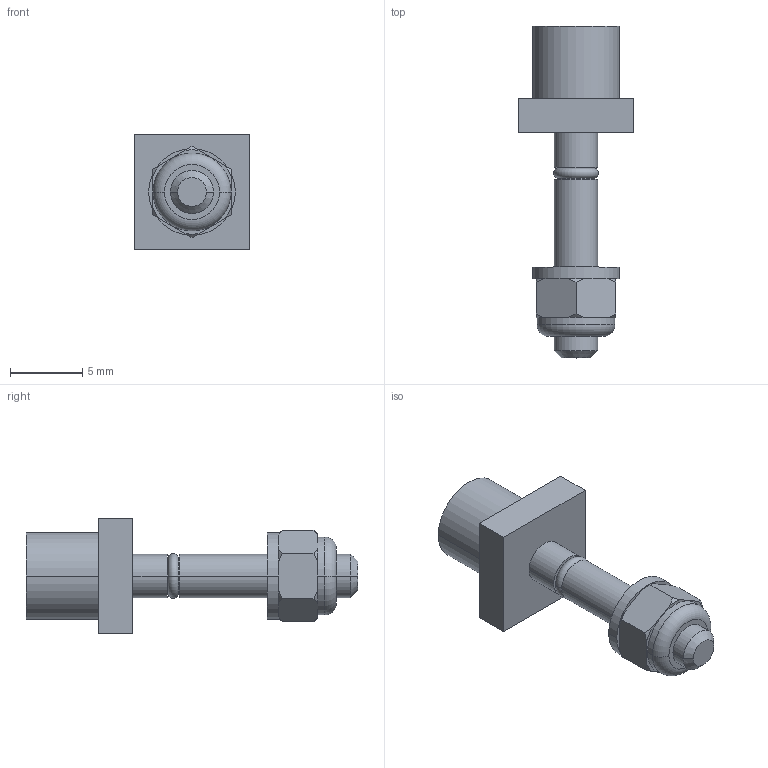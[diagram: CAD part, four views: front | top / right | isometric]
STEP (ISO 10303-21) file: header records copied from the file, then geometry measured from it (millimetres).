
FILE_DESCRIPTION((''),'2;1');
FILE_NAME('00152251060','2020-02-03T',('presta_be4'),(''),'CREO PARAMETRIC BY PTC INC, 2018360','CREO PARAMETRIC BY PTC INC, 2018360','');
FILE_SCHEMA(('CONFIG_CONTROL_DESIGN'));
Length unit declared in the file: millimetre
Products named in the file (1): 00152251060
Bounding box: 8 x 23 x 8 mm (x, y, z)
Volume: 457 mm3; surface area: 598.7 mm2
Topology: 1 solids, 1 shells, 65 faces, 148 edges, 93 vertices
Faces by surface type: plane 21, cone 20, cylinder 20, torus 4
Entity records: 1944 total; most frequent: CARTESIAN_POINT 438, DIRECTION 316, ORIENTED_EDGE 292, EDGE_CURVE 146, AXIS2_PLACEMENT_3D 129, VERTEX_POINT 93, EDGE_LOOP 75, FACE_OUTER_BOUND 65
